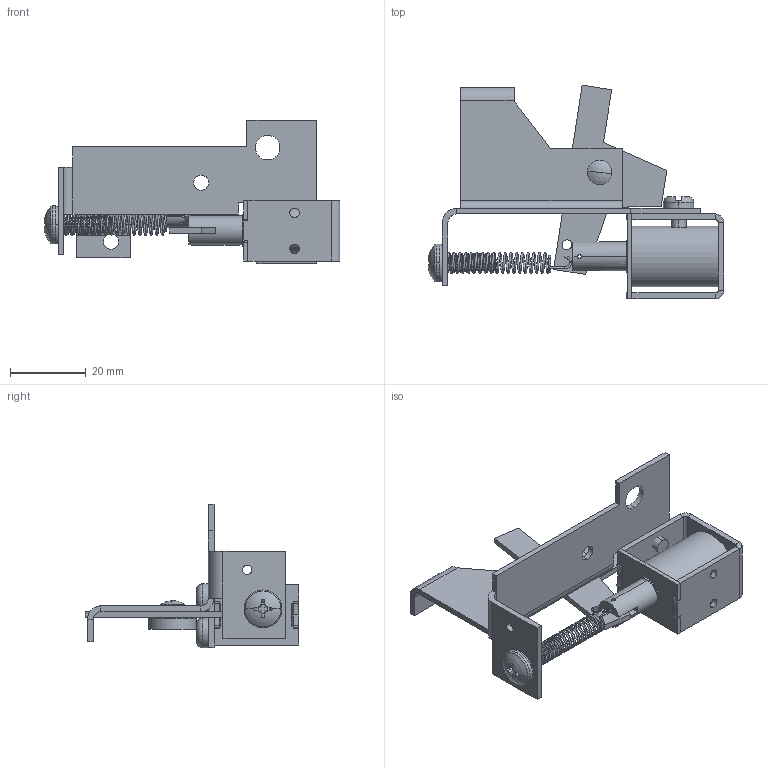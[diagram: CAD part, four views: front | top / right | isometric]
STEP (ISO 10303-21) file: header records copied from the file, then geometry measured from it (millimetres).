
FILE_DESCRIPTION (( 'STEP AP214' ), '1' );
FILE_NAME ('BE-TPUV1.STEP', '2021-04-05T10:51:31', ( '' ), ( '' ), 'SwSTEP 2.0', 'SolidWorks 2020', '' );
FILE_SCHEMA (( 'AUTOMOTIVE_DESIGN' ));
Length unit declared in the file: millimetre
Products named in the file (13): 102053-003_RIVET; 102053-001_SUPPORT BRACKET; SOLENOID TOP CASING PLATE; pan slot head_am_B18.6.7M - M4 x 0.7 x 5 Slotted PHMS --5N; SOLENOID BOOTOM CASING PLATE; BE-TPUV1; 102060-001_Shunt Coil 12VDC; 102053-002_MOUNTING BRACKET; SPRING; 102052-006_SLOTTED PIN; SOLENOID ASSEMBLY; 102053-004_SLEEVE; 90116A254_METRIC 316 SS PAN HEAD PHILLIPS MACHINE SCREW (1)
Assembly tree (13 placements, depth 3):
  BE-TPUV1
    102053-001_SUPPORT BRACKET
    102053-002_MOUNTING BRACKET
    102052-006_SLOTTED PIN
    SOLENOID ASSEMBLY
      SOLENOID BOOTOM CASING PLATE
      SOLENOID TOP CASING PLATE
      102060-001_Shunt Coil 12VDC
      102053-004_SLEEVE
    102053-003_RIVET
    SPRING
    pan slot head_am_B18.6.7M - M4 x 0.7 x 5 Slotted PHMS --5N  x2
    90116A254_METRIC 316 SS PAN HEAD PHILLIPS MACHINE SCREW (1)
Bounding box: 78.23 x 56.45 x 38 mm (x, y, z)
Volume: 12698.3 mm3; surface area: 16514.4 mm2
Topology: 13 solids, 13 shells, 356 faces, 923 edges, 596 vertices
Faces by surface type: cylinder 174, plane 147, torus 12, bspline 10, cone 9, sphere 4
Entity records: 17624 total; most frequent: CARTESIAN_POINT 8935, ORIENTED_EDGE 1790, DIRECTION 1615, EDGE_CURVE 895, AXIS2_PLACEMENT_3D 585, VERTEX_POINT 578, VECTOR 445, LINE 445
